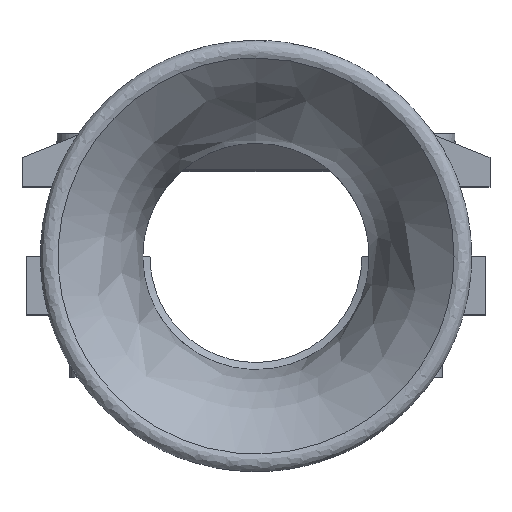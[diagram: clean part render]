
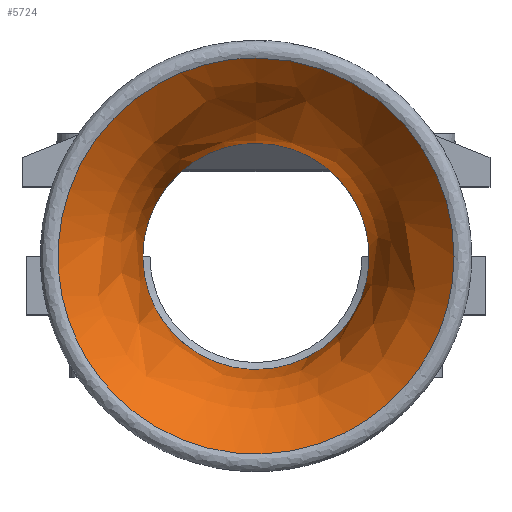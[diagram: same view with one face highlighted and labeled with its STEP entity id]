
A CAD part, top view. The second image highlights one B-rep face of the part: STEP entity #5724.
In plain terms, the highlighted free-form (B-spline) face has degree [2, 2] with [7, 3] control points.
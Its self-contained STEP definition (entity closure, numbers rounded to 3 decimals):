
#5620=CARTESIAN_POINT('V207',(0.,27.079,
   32.166));
#5621=VERTEX_POINT('V207',#5620);
#5639=CARTESIAN_POINT('E306',(0.,27.079,
   32.166));
#5640=CARTESIAN_POINT('E306',(46.903,27.079,
   32.166));
#5641=CARTESIAN_POINT('E306',(23.451,-13.54,
   32.166));
#5642=CARTESIAN_POINT('E306',(0.,-54.158,
   32.166));
#5643=CARTESIAN_POINT('E306',(-23.451,
   -13.54,32.166));
#5644=CARTESIAN_POINT('E306',(-46.903,27.079,
   32.166));
#5645=CARTESIAN_POINT('E306',(0.,27.079,
   32.166));
#5653=(BOUNDED_CURVE()B_SPLINE_CURVE(2,(#5639,#5640,#5641,#5642,
   #5643,#5644,#5645),.CIRCULAR_ARC.,.T.,.U.)
   B_SPLINE_CURVE_WITH_KNOTS((3,2,2,3),(0.0,0.333,
   0.667,1.0),.UNSPECIFIED.)CURVE()
   GEOMETRIC_REPRESENTATION_ITEM()RATIONAL_B_SPLINE_CURVE((1.0,
   0.5,1.0,0.5,1.0,0.5,1.0)
   )REPRESENTATION_ITEM('E306'));
#5654=EDGE_CURVE('E306',#5621,#5621,#5653,.T.);
#5659=CARTESIAN_POINT('F118',(0.,27.079,
   32.166));
#5660=CARTESIAN_POINT('F118',(-46.903,27.079,
   32.166));
#5661=CARTESIAN_POINT('F118',(-23.451,
   -13.54,32.166));
#5662=CARTESIAN_POINT('F118',(0.,-54.158,
   32.166));
#5663=CARTESIAN_POINT('F118',(23.451,-13.54,
   32.166));
#5664=CARTESIAN_POINT('F118',(46.903,27.079,
   32.166));
#5665=CARTESIAN_POINT('F118',(0.,27.079,
   32.166));
#5666=CARTESIAN_POINT('F118',(0.,15.494,
   23.158));
#5667=CARTESIAN_POINT('F118',(-26.837,15.494,
   23.158));
#5668=CARTESIAN_POINT('F118',(-13.419,-7.747,
   23.158));
#5669=CARTESIAN_POINT('F118',(0.,-30.989,
   23.158));
#5670=CARTESIAN_POINT('F118',(13.419,-7.747,
   23.158));
#5671=CARTESIAN_POINT('F118',(26.837,15.494,
   23.158));
#5672=CARTESIAN_POINT('F118',(0.,15.494,
   23.158));
#5673=CARTESIAN_POINT('F118',(0.,15.494,
   8.484));
#5674=CARTESIAN_POINT('F118',(-26.837,15.494,
   8.484));
#5675=CARTESIAN_POINT('F118',(-13.419,-7.747,
   8.484));
#5676=CARTESIAN_POINT('F118',(0.,-30.989,
   8.484));
#5677=CARTESIAN_POINT('F118',(13.419,-7.747,
   8.484));
#5678=CARTESIAN_POINT('F118',(26.837,15.494,
   8.484));
#5679=CARTESIAN_POINT('F118',(0.,15.494,
   8.484));
#5687=(BOUNDED_SURFACE()B_SPLINE_SURFACE(2,2,((#5659,#5666,#5673),
   (#5660,#5667,#5674),(#5661,#5668,#5675),(#5662,#5669,#5676),
   (#5663,#5670,#5677),(#5664,#5671,#5678),(#5665,#5672,#5679)),
   .TOROIDAL_SURF.,.T.,.F.,.U.)B_SPLINE_SURFACE_WITH_KNOTS((3,2,2,
   3),(3,3),(0.0,0.333,0.667,1.0),(0.0,
   1.0),.UNSPECIFIED.)GEOMETRIC_REPRESENTATION_ITEM()
   RATIONAL_B_SPLINE_SURFACE(((1.0,0.898,1.0),(
   0.5,0.449,0.5),(1.0,
   0.898,1.0),(0.5,0.449,
   0.5),(1.0,0.898,1.0),(
   0.5,0.449,0.5),(1.0,
   0.898,1.0)))REPRESENTATION_ITEM('F118')SURFACE());
#5688=CARTESIAN_POINT('V212',(0.,15.494,
   8.484));
#5689=VERTEX_POINT('V212',#5688);
#5690=CARTESIAN_POINT('E311',(0.,15.494,
   8.484));
#5691=CARTESIAN_POINT('E311',(0.,15.494,
   23.158));
#5692=CARTESIAN_POINT('E311',(0.,27.079,
   32.166));
#5700=(BOUNDED_CURVE()B_SPLINE_CURVE(2,(#5690,#5691,#5692),
   .CIRCULAR_ARC.,.F.,.U.)CURVE()GEOMETRIC_REPRESENTATION_ITEM()
   QUASI_UNIFORM_CURVE()RATIONAL_B_SPLINE_CURVE((1.0,
   0.898,1.0))REPRESENTATION_ITEM('E311'));
#5701=EDGE_CURVE('E311',#5689,#5621,#5700,.T.);
#5702=ORIENTED_EDGE('E311',*,*,#5701,.T.);
#5703=ORIENTED_EDGE('F114',*,*,#5654,.F.);
#5704=ORIENTED_EDGE('E311',*,*,#5701,.F.);
#5705=CARTESIAN_POINT('E312',(0.,15.494,
   8.484));
#5706=CARTESIAN_POINT('E312',(26.837,15.494,
   8.484));
#5707=CARTESIAN_POINT('E312',(13.419,-7.747,
   8.484));
#5708=CARTESIAN_POINT('E312',(0.,-30.989,
   8.484));
#5709=CARTESIAN_POINT('E312',(-13.419,-7.747,
   8.484));
#5710=CARTESIAN_POINT('E312',(-26.837,15.494,
   8.484));
#5711=CARTESIAN_POINT('E312',(0.,15.494,
   8.484));
#5719=(BOUNDED_CURVE()B_SPLINE_CURVE(2,(#5705,#5706,#5707,#5708,
   #5709,#5710,#5711),.CIRCULAR_ARC.,.T.,.U.)
   B_SPLINE_CURVE_WITH_KNOTS((3,2,2,3),(0.0,0.333,
   0.667,1.0),.UNSPECIFIED.)CURVE()
   GEOMETRIC_REPRESENTATION_ITEM()RATIONAL_B_SPLINE_CURVE((1.0,
   0.5,1.0,0.5,1.0,0.5,1.0)
   )REPRESENTATION_ITEM('E312'));
#5720=EDGE_CURVE('E312',#5689,#5689,#5719,.T.);
#5721=ORIENTED_EDGE('E312',*,*,#5720,.T.);
#5722=EDGE_LOOP('F118',(#5702,#5703,#5704,#5721));
#5723=FACE_OUTER_BOUND('F118',#5722,.T.);
#5724=ADVANCED_FACE('F118',(#5723),#5687,.T.);
